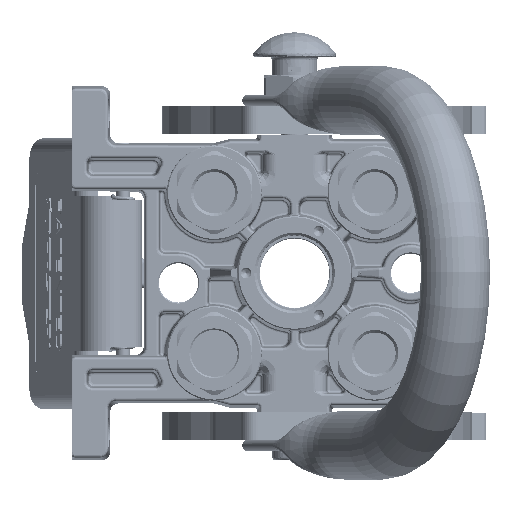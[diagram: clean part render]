
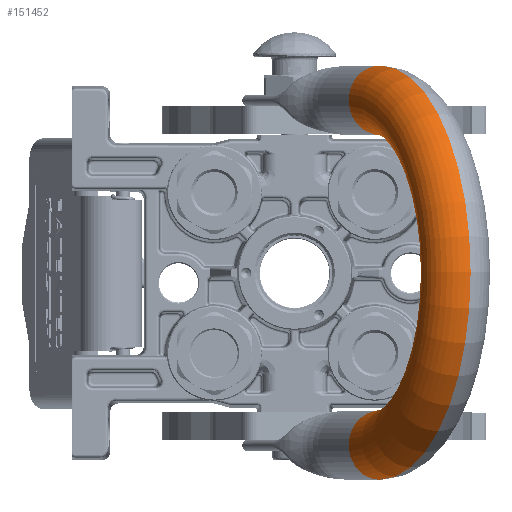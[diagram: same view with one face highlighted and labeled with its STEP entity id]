
A CAD part, top view. The second image highlights one B-rep face of the part: STEP entity #151452.
In plain terms, the highlighted toroidal (fillet/blend) face has major radius 62.25 mm and minor radius 12.5 mm.
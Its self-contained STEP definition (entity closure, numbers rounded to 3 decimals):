
#942 = DIRECTION ( 'NONE',  ( -1., 0., 0. ) ) ;
#8362 = AXIS2_PLACEMENT_3D ( 'NONE', #186226, #66424, #143422 ) ;
#8820 = FACE_OUTER_BOUND ( 'NONE', #176812, .T. ) ;
#13373 = AXIS2_PLACEMENT_3D ( 'NONE', #56597, #71766, #163925 ) ;
#18399 = CARTESIAN_POINT ( 'NONE',  ( -74.75, 0., 25.25 ) ) ;
#18417 = EDGE_CURVE ( 'NONE', #118294, #89108, #181148, .T. ) ;
#27721 = ORIENTED_EDGE ( 'NONE', *, *, #18417, .F. ) ;
#47122 = AXIS2_PLACEMENT_3D ( 'NONE', #166263, #108816, #942 ) ;
#52469 = CARTESIAN_POINT ( 'NONE',  ( 74.75, 0., 25.25 ) ) ;
#53350 = ORIENTED_EDGE ( 'NONE', *, *, #157188, .T. ) ;
#56597 = CARTESIAN_POINT ( 'NONE',  ( 0., 0., 25.25 ) ) ;
#61696 = CARTESIAN_POINT ( 'NONE',  ( -49.75, 0., 25.25 ) ) ;
#64971 = DIRECTION ( 'NONE',  ( -1., 0., 0. ) ) ;
#66424 = DIRECTION ( 'NONE',  ( 0., 0., -1. ) ) ;
#67196 = VERTEX_POINT ( 'NONE', #61696 ) ;
#71766 = DIRECTION ( 'NONE',  ( 0., 1., 0. ) ) ;
#80681 = CARTESIAN_POINT ( 'NONE',  ( 49.75, 0., 25.25 ) ) ;
#89108 = VERTEX_POINT ( 'NONE', #52469 ) ;
#90932 = AXIS2_PLACEMENT_3D ( 'NONE', #121241, #118627, #136441 ) ;
#94533 = TOROIDAL_SURFACE ( 'NONE', #90932, 62.25, 12.5 ) ;
#98208 = ORIENTED_EDGE ( 'NONE', *, *, #148864, .T. ) ;
#99797 = ORIENTED_EDGE ( 'NONE', *, *, #122373, .F. ) ;
#108816 = DIRECTION ( 'NONE',  ( 0., 1., 0. ) ) ;
#118294 = VERTEX_POINT ( 'NONE', #18399 ) ;
#118627 = DIRECTION ( 'NONE',  ( 0., 1., 0. ) ) ;
#121241 = CARTESIAN_POINT ( 'NONE',  ( 0., 0., 25.25 ) ) ;
#122373 = EDGE_CURVE ( 'NONE', #89108, #173087, #142465, .T. ) ;
#123531 = DIRECTION ( 'NONE',  ( 0., 0., 1. ) ) ;
#136441 = DIRECTION ( 'NONE',  ( 1., 0., 0. ) ) ;
#137733 = CIRCLE ( 'NONE', #177819, 12.5 ) ;
#142465 = CIRCLE ( 'NONE', #8362, 12.5 ) ;
#143422 = DIRECTION ( 'NONE',  ( 1., 0., 0. ) ) ;
#148864 = EDGE_CURVE ( 'NONE', #118294, #67196, #137733, .T. ) ;
#151452 = ADVANCED_FACE ( 'NONE', ( #8820 ), #94533, .T. ) ;
#157188 = EDGE_CURVE ( 'NONE', #67196, #173087, #192265, .T. ) ;
#163925 = DIRECTION ( 'NONE',  ( -1., 0., 0. ) ) ;
#166263 = CARTESIAN_POINT ( 'NONE',  ( 0., 0., 25.25 ) ) ;
#170309 = CARTESIAN_POINT ( 'NONE',  ( -62.25, 0., 25.25 ) ) ;
#173087 = VERTEX_POINT ( 'NONE', #80681 ) ;
#176812 = EDGE_LOOP ( 'NONE', ( #53350, #99797, #27721, #98208 ) ) ;
#177819 = AXIS2_PLACEMENT_3D ( 'NONE', #170309, #123531, #64971 ) ;
#181148 = CIRCLE ( 'NONE', #47122, 74.75 ) ;
#186226 = CARTESIAN_POINT ( 'NONE',  ( 62.25, 0., 25.25 ) ) ;
#192265 = CIRCLE ( 'NONE', #13373, 49.75 ) ;
